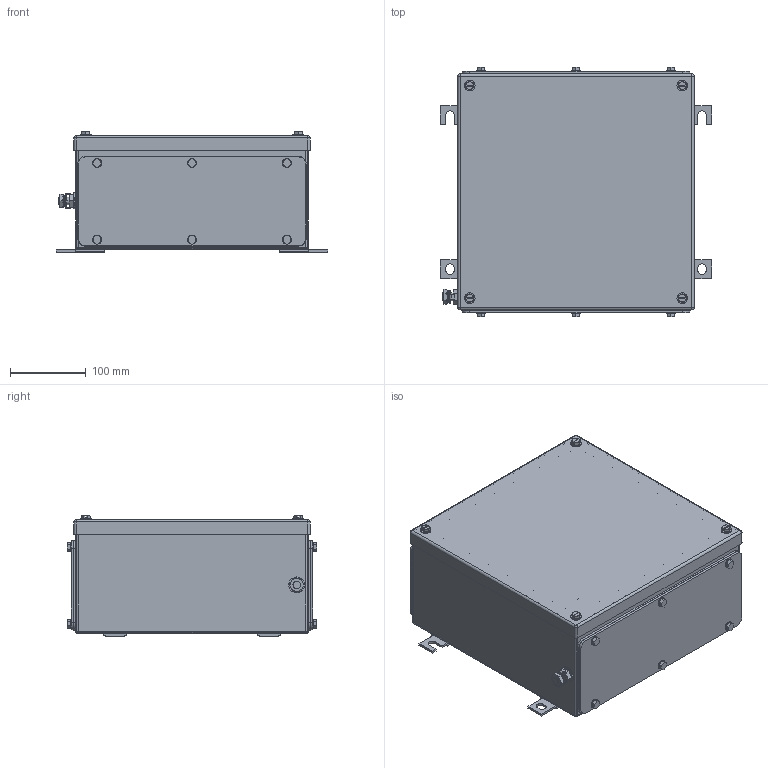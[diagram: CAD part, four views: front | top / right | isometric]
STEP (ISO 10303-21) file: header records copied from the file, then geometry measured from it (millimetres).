
FILE_DESCRIPTION(('CATIA V5 STEP Exchange','CAx-IF Rec.Pracs.--- Model Styling and Organization---1.4--- 2014-01-23'),'2;1');
FILE_NAME ('008621-4_2_1195820000_1195820000.stp','2019-09-24T12:14:14+00:00',('none'),('Weidmueller'),'CATIA Version 5-6 Release 2016 SP3 HF44','CATIA V5 STEP AP214','none');
FILE_SCHEMA(('AUTOMOTIVE_DESIGN { 1 0 10303 214 1 1 1 1 }'));
Length unit declared in the file: millimetre
Products named in the file (1): Product6_AllCATPart
Bounding box: 357 x 328 x 158.5 mm (x, y, z)
Volume: 927975.4 mm3; surface area: 1017279.6 mm2
Topology: 64 solids, 64 shells, 1368 faces, 3144 edges, 1944 vertices
Faces by surface type: cylinder 550, plane 500, cone 272, torus 30, sphere 16
Entity records: 36425 total; most frequent: CARTESIAN_POINT 7552, ORIENTED_EDGE 6176, DIRECTION 4795, EDGE_CURVE 3088, AXIS2_PLACEMENT_3D 2264, VERTEX_POINT 1944, EDGE_LOOP 1596, VECTOR 1566
